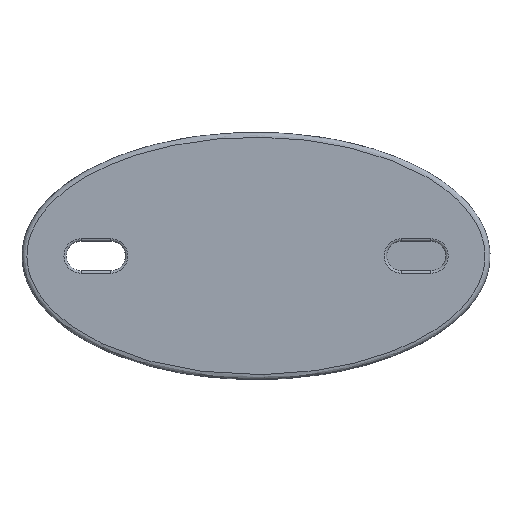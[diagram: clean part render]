
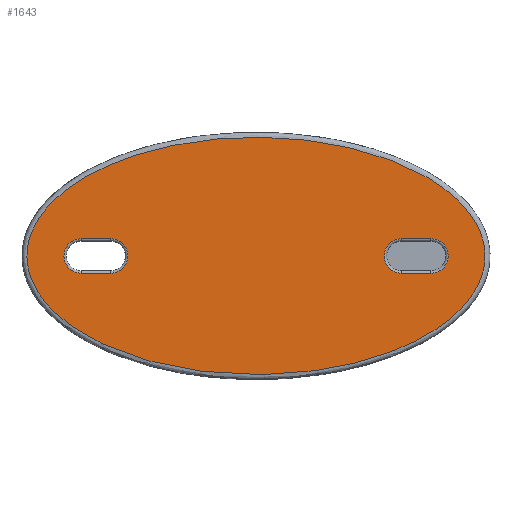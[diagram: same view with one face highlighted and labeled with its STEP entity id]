
A CAD part, front view. The second image highlights one B-rep face of the part: STEP entity #1643.
In plain terms, the highlighted planar face has unit normal (0, -1, 0).
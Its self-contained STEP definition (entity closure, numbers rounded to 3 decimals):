
#98=FACE_BOUND('',#492,.T.);
#99=FACE_BOUND('',#493,.T.);
#111=LINE('',#2809,#228);
#112=LINE('',#2812,#229);
#113=LINE('',#2817,#230);
#114=LINE('',#2820,#231);
#228=VECTOR('',#2014,10.);
#229=VECTOR('',#2017,10.);
#230=VECTOR('',#2020,10.);
#231=VECTOR('',#2023,10.);
#345=PLANE('',#1771);
#379=FACE_OUTER_BOUND('',#491,.T.);
#491=EDGE_LOOP('',(#1146));
#492=EDGE_LOOP('',(#1147,#1148,#1149,#1150));
#493=EDGE_LOOP('',(#1151,#1152,#1153,#1154));
#616=B_SPLINE_CURVE_WITH_KNOTS('',3,(#2775,#2776,#2777,#2778,#2779,#2780,
#2781,#2782,#2783,#2784,#2785,#2786,#2787,#2788,#2789,#2790,#2791,#2792,
#2793,#2794,#2795,#2796,#2797,#2798,#2799,#2800,#2801,#2802,#2803),
 .UNSPECIFIED.,.T.,.F.,(4,1,1,1,1,1,1,1,1,1,1,1,1,1,1,1,1,1,1,1,1,1,1,1,
1,1,4),(-3.142,-3.029,-2.917,-2.693,
-2.468,-2.244,-1.646,-1.346,
-1.047,-0.748,-0.449,-0.299,
-0.15,0.,0.15,0.299,
0.449,0.748,1.047,1.346,1.795,
2.244,2.468,2.693,2.917,3.029,
3.142),.UNSPECIFIED.);
#620=CIRCLE('',#1772,3.5);
#621=CIRCLE('',#1773,3.5);
#622=CIRCLE('',#1774,3.5);
#623=CIRCLE('',#1775,3.5);
#745=VERTEX_POINT('',#2743);
#747=VERTEX_POINT('',#2805);
#748=VERTEX_POINT('',#2806);
#749=VERTEX_POINT('',#2808);
#750=VERTEX_POINT('',#2810);
#751=VERTEX_POINT('',#2813);
#752=VERTEX_POINT('',#2814);
#753=VERTEX_POINT('',#2816);
#754=VERTEX_POINT('',#2818);
#895=EDGE_CURVE('',#745,#745,#616,.T.);
#896=EDGE_CURVE('',#747,#748,#620,.T.);
#897=EDGE_CURVE('',#749,#747,#111,.T.);
#898=EDGE_CURVE('',#750,#749,#621,.T.);
#899=EDGE_CURVE('',#748,#750,#112,.T.);
#900=EDGE_CURVE('',#751,#752,#622,.T.);
#901=EDGE_CURVE('',#753,#751,#113,.T.);
#902=EDGE_CURVE('',#754,#753,#623,.T.);
#903=EDGE_CURVE('',#752,#754,#114,.T.);
#1146=ORIENTED_EDGE('',*,*,#895,.F.);
#1147=ORIENTED_EDGE('',*,*,#896,.F.);
#1148=ORIENTED_EDGE('',*,*,#897,.F.);
#1149=ORIENTED_EDGE('',*,*,#898,.F.);
#1150=ORIENTED_EDGE('',*,*,#899,.F.);
#1151=ORIENTED_EDGE('',*,*,#900,.F.);
#1152=ORIENTED_EDGE('',*,*,#901,.F.);
#1153=ORIENTED_EDGE('',*,*,#902,.F.);
#1154=ORIENTED_EDGE('',*,*,#903,.F.);
#1643=ADVANCED_FACE('',(#379,#98,#99),#345,.F.);
#1771=AXIS2_PLACEMENT_3D('',#2804,#2010,#2011);
#1772=AXIS2_PLACEMENT_3D('',#2807,#2012,#2013);
#1773=AXIS2_PLACEMENT_3D('',#2811,#2015,#2016);
#1774=AXIS2_PLACEMENT_3D('',#2815,#2018,#2019);
#1775=AXIS2_PLACEMENT_3D('',#2819,#2021,#2022);
#2010=DIRECTION('center_axis',(0.,1.,0.));
#2011=DIRECTION('ref_axis',(1.,0.,0.));
#2012=DIRECTION('center_axis',(0.,-1.,0.));
#2013=DIRECTION('ref_axis',(1.,0.,0.));
#2014=DIRECTION('',(1.,0.,0.));
#2015=DIRECTION('center_axis',(0.,-1.,0.));
#2016=DIRECTION('ref_axis',(-1.,0.,0.));
#2017=DIRECTION('',(-1.,0.,0.));
#2018=DIRECTION('center_axis',(0.,-1.,0.));
#2019=DIRECTION('ref_axis',(1.,0.,0.));
#2020=DIRECTION('',(1.,0.,0.));
#2021=DIRECTION('center_axis',(0.,-1.,0.));
#2022=DIRECTION('ref_axis',(-1.,0.,0.));
#2023=DIRECTION('',(-1.,0.,0.));
#2743=CARTESIAN_POINT('',(-46.5,-3.,0.));
#2775=CARTESIAN_POINT('Ctrl Pts',(-46.5,-3.,0.));
#2776=CARTESIAN_POINT('Ctrl Pts',(-46.5,-3.,1.353));
#2777=CARTESIAN_POINT('Ctrl Pts',(-46.041,-3.,4.054));
#2778=CARTESIAN_POINT('Ctrl Pts',(-43.577,-3.,8.935));
#2779=CARTESIAN_POINT('Ctrl Pts',(-38.676,-3.,13.733));
#2780=CARTESIAN_POINT('Ctrl Pts',(-31.651,-3.,17.86));
#2781=CARTESIAN_POINT('Ctrl Pts',(-19.819,-3.,22.376));
#2782=CARTESIAN_POINT('Ctrl Pts',(-6.31,-3.,24.37));
#2783=CARTESIAN_POINT('Ctrl Pts',(8.121,-3.,23.957));
#2784=CARTESIAN_POINT('Ctrl Pts',(18.846,-3.,22.28));
#2785=CARTESIAN_POINT('Ctrl Pts',(29.206,-3.,19.088));
#2786=CARTESIAN_POINT('Ctrl Pts',(37.228,-3.,14.796));
#2787=CARTESIAN_POINT('Ctrl Pts',(42.605,-3.,9.929));
#2788=CARTESIAN_POINT('Ctrl Pts',(45.662,-3.,5.397));
#2789=CARTESIAN_POINT('Ctrl Pts',(46.921,-3.,-0.001));
#2790=CARTESIAN_POINT('Ctrl Pts',(45.665,-3.,-5.402));
#2791=CARTESIAN_POINT('Ctrl Pts',(42.603,-3.,-9.93));
#2792=CARTESIAN_POINT('Ctrl Pts',(37.227,-3.,-14.8));
#2793=CARTESIAN_POINT('Ctrl Pts',(29.206,-3.,-19.086));
#2794=CARTESIAN_POINT('Ctrl Pts',(18.84,-3.,-22.284));
#2795=CARTESIAN_POINT('Ctrl Pts',(6.331,-3.,-24.228));
#2796=CARTESIAN_POINT('Ctrl Pts',(-8.142,-3.,-24.222));
#2797=CARTESIAN_POINT('Ctrl Pts',(-21.52,-3.,-21.739));
#2798=CARTESIAN_POINT('Ctrl Pts',(-31.647,-3.,-17.856));
#2799=CARTESIAN_POINT('Ctrl Pts',(-38.679,-3.,-13.734));
#2800=CARTESIAN_POINT('Ctrl Pts',(-43.576,-3.,-8.935));
#2801=CARTESIAN_POINT('Ctrl Pts',(-46.041,-3.,-4.054));
#2802=CARTESIAN_POINT('Ctrl Pts',(-46.5,-3.,-1.353));
#2803=CARTESIAN_POINT('Ctrl Pts',(-46.5,-3.,0.));
#2804=CARTESIAN_POINT('Origin',(0.,-3.,0.));
#2805=CARTESIAN_POINT('',(35.5,-3.,-3.5));
#2806=CARTESIAN_POINT('',(35.5,-3.,3.5));
#2807=CARTESIAN_POINT('Origin',(35.5,-3.,0.));
#2808=CARTESIAN_POINT('',(29.5,-3.,-3.5));
#2809=CARTESIAN_POINT('',(17.75,-3.,-3.5));
#2810=CARTESIAN_POINT('',(29.5,-3.,3.5));
#2811=CARTESIAN_POINT('Origin',(29.5,-3.,0.));
#2812=CARTESIAN_POINT('',(14.75,-3.,3.5));
#2813=CARTESIAN_POINT('',(-29.5,-3.,-3.5));
#2814=CARTESIAN_POINT('',(-29.5,-3.,3.5));
#2815=CARTESIAN_POINT('Origin',(-29.5,-3.,0.));
#2816=CARTESIAN_POINT('',(-35.5,-3.,-3.5));
#2817=CARTESIAN_POINT('',(-14.75,-3.,-3.5));
#2818=CARTESIAN_POINT('',(-35.5,-3.,3.5));
#2819=CARTESIAN_POINT('Origin',(-35.5,-3.,0.));
#2820=CARTESIAN_POINT('',(-17.75,-3.,3.5));
